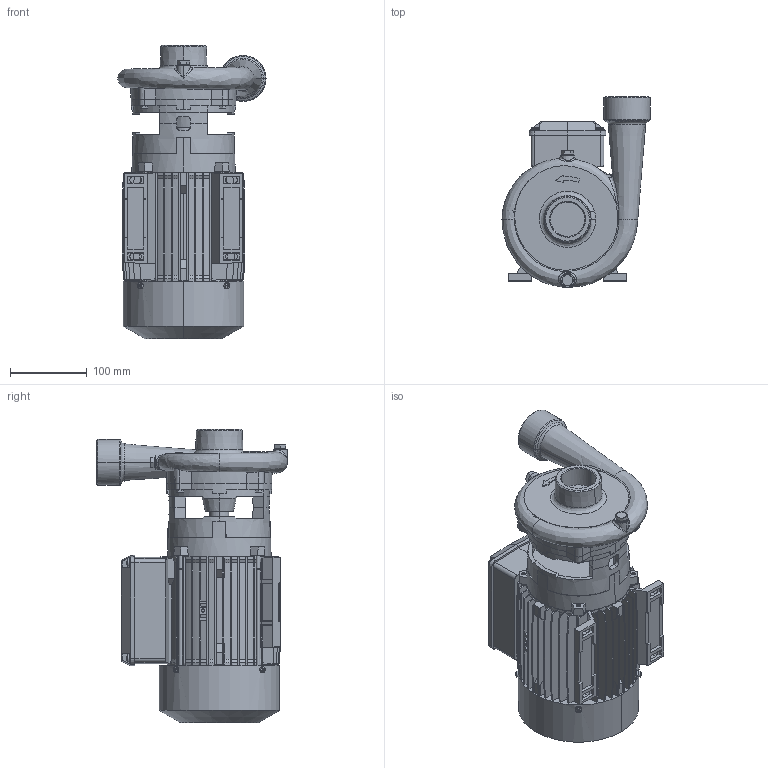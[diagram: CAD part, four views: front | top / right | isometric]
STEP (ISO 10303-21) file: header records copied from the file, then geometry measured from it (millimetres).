
FILE_DESCRIPTION (( 'STEP AP214' ), '1' );
FILE_NAME ('4_93_476_08_REV00.step', '2022-06-10T07:16:27', ( '' ), ( '' ), 'SwSTEP 2.0', 'SolidWorks 2020', '' );
FILE_SCHEMA (( 'AUTOMOTIVE_DESIGN' ));
Length unit declared in the file: millimetre
Products named in the file (1): 4_93_476_08_REV00
Bounding box: 192.95 x 248.85 x 382.25 mm (x, y, z)
Volume: 6036201.3 mm3; surface area: 516658.6 mm2
Topology: 1 solids, 1 shells, 1346 faces, 3666 edges, 2389 vertices
Faces by surface type: plane 924, cone 183, cylinder 157, bspline 66, sphere 16
Entity records: 76103 total; most frequent: CARTESIAN_POINT 43124, ORIENTED_EDGE 7328, DIRECTION 6200, EDGE_CURVE 3664, VERTEX_POINT 2389, LINE 2362, VECTOR 2362, AXIS2_PLACEMENT_3D 1919
